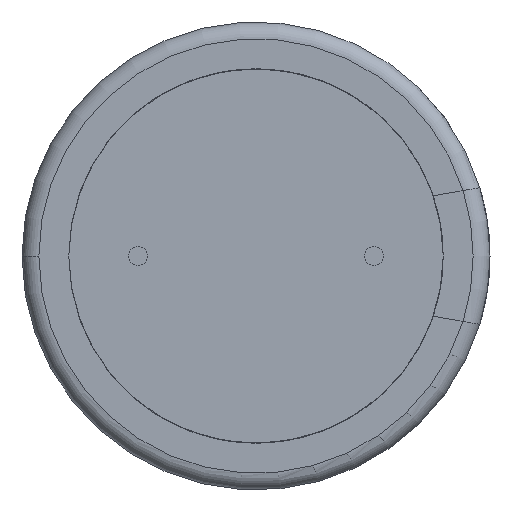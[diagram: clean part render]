
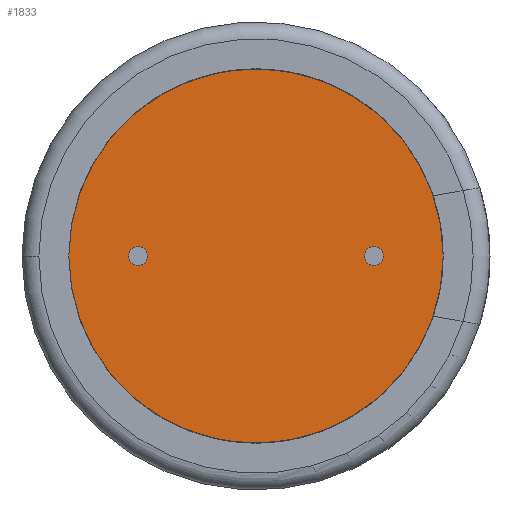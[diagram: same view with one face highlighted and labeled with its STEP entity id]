
A CAD part, front view. The second image highlights one B-rep face of the part: STEP entity #1833.
In plain terms, the highlighted planar face has unit normal (0, -1, 0).
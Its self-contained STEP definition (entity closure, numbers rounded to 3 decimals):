
#158 = DIRECTION ( 'NONE',  ( -1., 0., 0. ) ) ;
#163 = AXIS2_PLACEMENT_3D ( 'NONE', #633, #657, #890 ) ;
#194 = CARTESIAN_POINT ( 'NONE',  ( 6.3, 0., 0. ) ) ;
#203 = VERTEX_POINT ( 'NONE', #1949 ) ;
#255 = VERTEX_POINT ( 'NONE', #2905 ) ;
#312 = VERTEX_POINT ( 'NONE', #1270 ) ;
#382 = VERTEX_POINT ( 'NONE', #1603 ) ;
#395 = DIRECTION ( 'NONE',  ( -1., 0., 0. ) ) ;
#479 = CIRCLE ( 'NONE', #2337, 0.5 ) ;
#604 = ORIENTED_EDGE ( 'NONE', *, *, #1931, .F. ) ;
#633 = CARTESIAN_POINT ( 'NONE',  ( 6.3, 0., 0. ) ) ;
#657 = DIRECTION ( 'NONE',  ( 0., -1., 0. ) ) ;
#669 = AXIS2_PLACEMENT_3D ( 'NONE', #778, #739, #2548 ) ;
#694 = AXIS2_PLACEMENT_3D ( 'NONE', #2414, #2178, #1265 ) ;
#739 = DIRECTION ( 'NONE',  ( 0., 1., 0. ) ) ;
#778 = CARTESIAN_POINT ( 'NONE',  ( 0., 0., 0. ) ) ;
#825 = AXIS2_PLACEMENT_3D ( 'NONE', #1914, #1472, #158 ) ;
#890 = DIRECTION ( 'NONE',  ( -1., 0., 0. ) ) ;
#960 = CARTESIAN_POINT ( 'NONE',  ( -6.3, 0., -0.5 ) ) ;
#1071 = CIRCLE ( 'NONE', #694, 0.5 ) ;
#1216 = ORIENTED_EDGE ( 'NONE', *, *, #1945, .F. ) ;
#1265 = DIRECTION ( 'NONE',  ( -1., 0., 0. ) ) ;
#1270 = CARTESIAN_POINT ( 'NONE',  ( 10., 0., 0. ) ) ;
#1295 = CARTESIAN_POINT ( 'NONE',  ( -6.3, 0., 0. ) ) ;
#1472 = DIRECTION ( 'NONE',  ( 0., 1., 0. ) ) ;
#1501 = FACE_BOUND ( 'NONE', #2258, .T. ) ;
#1509 = DIRECTION ( 'NONE',  ( 0., -1., 0. ) ) ;
#1549 = CARTESIAN_POINT ( 'NONE',  ( 6.3, 0., 0.5 ) ) ;
#1579 = VERTEX_POINT ( 'NONE', #1549 ) ;
#1603 = CARTESIAN_POINT ( 'NONE',  ( -10., 0., 0. ) ) ;
#1645 = CIRCLE ( 'NONE', #1686, 0.5 ) ;
#1686 = AXIS2_PLACEMENT_3D ( 'NONE', #1295, #1964, #2895 ) ;
#1691 = ORIENTED_EDGE ( 'NONE', *, *, #2559, .F. ) ;
#1723 = FACE_BOUND ( 'NONE', #1849, .T. ) ;
#1800 = EDGE_CURVE ( 'NONE', #312, #382, #2422, .T. ) ;
#1813 = FACE_OUTER_BOUND ( 'NONE', #2397, .T. ) ;
#1833 = ADVANCED_FACE ( 'NONE', ( #1501, #1723, #1813 ), #2834, .F. ) ;
#1849 = EDGE_LOOP ( 'NONE', ( #1691, #604 ) ) ;
#1914 = CARTESIAN_POINT ( 'NONE',  ( 0., 0., 0. ) ) ;
#1931 = EDGE_CURVE ( 'NONE', #255, #1579, #479, .T. ) ;
#1945 = EDGE_CURVE ( 'NONE', #382, #312, #2038, .T. ) ;
#1949 = CARTESIAN_POINT ( 'NONE',  ( -6.3, 0., 0.5 ) ) ;
#1964 = DIRECTION ( 'NONE',  ( 0., -1., 0. ) ) ;
#2038 = CIRCLE ( 'NONE', #2809, 10. ) ;
#2073 = ORIENTED_EDGE ( 'NONE', *, *, #2740, .F. ) ;
#2178 = DIRECTION ( 'NONE',  ( 0., -1., 0. ) ) ;
#2192 = DIRECTION ( 'NONE',  ( 0., 1., 0. ) ) ;
#2227 = CARTESIAN_POINT ( 'NONE',  ( 0., 0., 0. ) ) ;
#2245 = ORIENTED_EDGE ( 'NONE', *, *, #2390, .F. ) ;
#2258 = EDGE_LOOP ( 'NONE', ( #2073, #2245 ) ) ;
#2337 = AXIS2_PLACEMENT_3D ( 'NONE', #194, #1509, #395 ) ;
#2390 = EDGE_CURVE ( 'NONE', #2521, #203, #1645, .T. ) ;
#2397 = EDGE_LOOP ( 'NONE', ( #1216, #2641 ) ) ;
#2414 = CARTESIAN_POINT ( 'NONE',  ( -6.3, 0., 0. ) ) ;
#2422 = CIRCLE ( 'NONE', #669, 10. ) ;
#2448 = CIRCLE ( 'NONE', #163, 0.5 ) ;
#2521 = VERTEX_POINT ( 'NONE', #960 ) ;
#2548 = DIRECTION ( 'NONE',  ( -1., 0., 0. ) ) ;
#2559 = EDGE_CURVE ( 'NONE', #1579, #255, #2448, .T. ) ;
#2641 = ORIENTED_EDGE ( 'NONE', *, *, #1800, .F. ) ;
#2651 = DIRECTION ( 'NONE',  ( -1., 0., 0. ) ) ;
#2740 = EDGE_CURVE ( 'NONE', #203, #2521, #1071, .T. ) ;
#2809 = AXIS2_PLACEMENT_3D ( 'NONE', #2227, #2192, #2651 ) ;
#2834 = PLANE ( 'NONE',  #825 ) ;
#2895 = DIRECTION ( 'NONE',  ( -1., 0., 0. ) ) ;
#2905 = CARTESIAN_POINT ( 'NONE',  ( 6.3, 0., -0.5 ) ) ;
